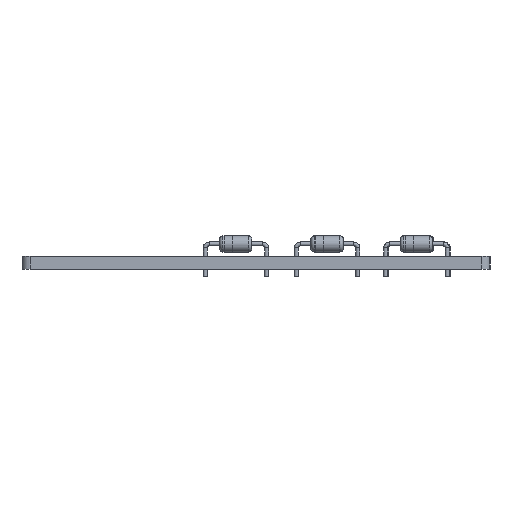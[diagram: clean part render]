
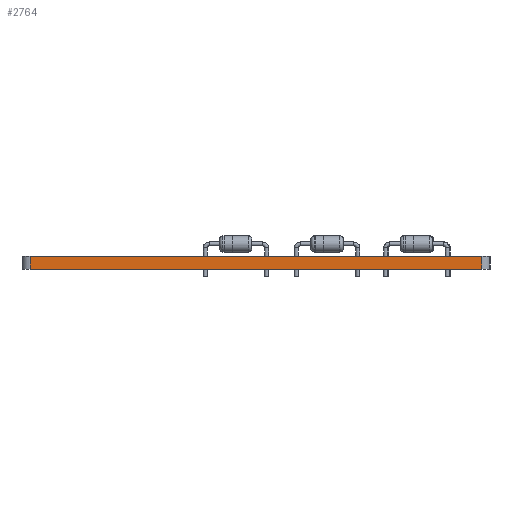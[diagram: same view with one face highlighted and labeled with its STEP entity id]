
A CAD part, left-side view. The second image highlights one B-rep face of the part: STEP entity #2764.
In plain terms, the highlighted planar face has unit normal (-1, 0, 0).
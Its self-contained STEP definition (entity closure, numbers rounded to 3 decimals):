
#641 = VERTEX_POINT('',#642);
#642 = CARTESIAN_POINT('',(45.,-74.,0.));
#649 = EDGE_CURVE('',#650,#641,#652,.T.);
#650 = VERTEX_POINT('',#651);
#651 = CARTESIAN_POINT('',(45.,-130.,0.));
#652 = LINE('',#653,#654);
#653 = CARTESIAN_POINT('',(45.,-130.,0.));
#654 = VECTOR('',#655,1.);
#655 = DIRECTION('',(0.,1.,0.));
#1689 = VERTEX_POINT('',#1690);
#1690 = CARTESIAN_POINT('',(45.,-74.,1.6));
#1697 = EDGE_CURVE('',#1698,#1689,#1700,.T.);
#1698 = VERTEX_POINT('',#1699);
#1699 = CARTESIAN_POINT('',(45.,-130.,1.6));
#1700 = LINE('',#1701,#1702);
#1701 = CARTESIAN_POINT('',(45.,-130.,1.6));
#1702 = VECTOR('',#1703,1.);
#1703 = DIRECTION('',(0.,1.,0.));
#2734 = EDGE_CURVE('',#641,#1689,#2735,.T.);
#2735 = LINE('',#2736,#2737);
#2736 = CARTESIAN_POINT('',(45.,-74.,0.));
#2737 = VECTOR('',#2738,1.);
#2738 = DIRECTION('',(0.,0.,1.));
#2764 = ADVANCED_FACE('',(#2765),#2776,.T.);
#2765 = FACE_BOUND('',#2766,.T.);
#2766 = EDGE_LOOP('',(#2767,#2773,#2774,#2775));
#2767 = ORIENTED_EDGE('',*,*,#2768,.T.);
#2768 = EDGE_CURVE('',#650,#1698,#2769,.T.);
#2769 = LINE('',#2770,#2771);
#2770 = CARTESIAN_POINT('',(45.,-130.,0.));
#2771 = VECTOR('',#2772,1.);
#2772 = DIRECTION('',(0.,0.,1.));
#2773 = ORIENTED_EDGE('',*,*,#1697,.T.);
#2774 = ORIENTED_EDGE('',*,*,#2734,.F.);
#2775 = ORIENTED_EDGE('',*,*,#649,.F.);
#2776 = PLANE('',#2777);
#2777 = AXIS2_PLACEMENT_3D('',#2778,#2779,#2780);
#2778 = CARTESIAN_POINT('',(45.,-130.,0.));
#2779 = DIRECTION('',(-1.,0.,0.));
#2780 = DIRECTION('',(0.,1.,0.));
